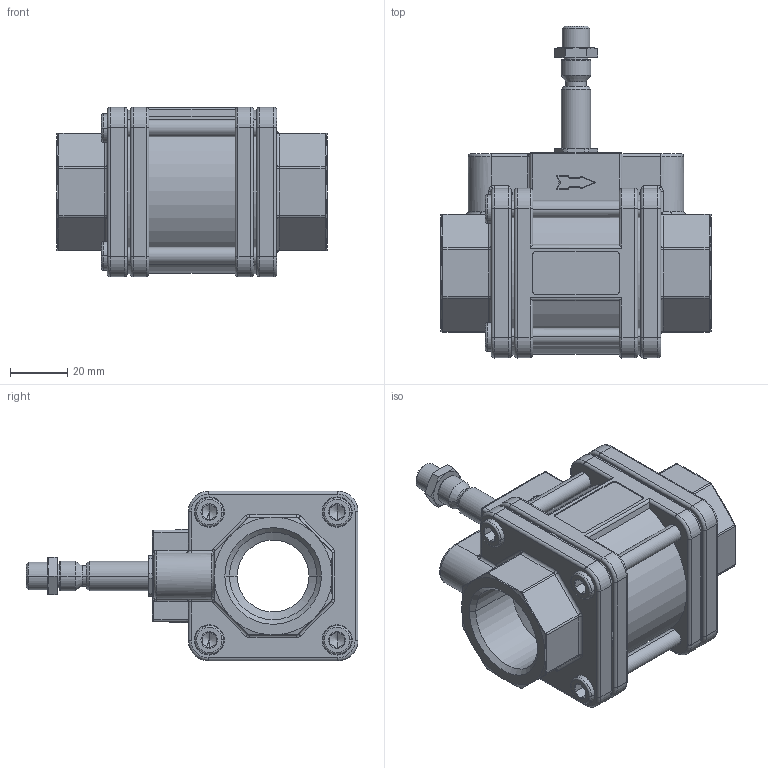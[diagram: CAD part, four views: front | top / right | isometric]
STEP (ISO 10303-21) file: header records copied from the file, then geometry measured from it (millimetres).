
FILE_DESCRIPTION((''),'2;1');
FILE_NAME('EGV-111-Z76-1XX-00','2013-05-22T',('avs330'),(''),'PRO/ENGINEER BY PARAMETRIC TECHNOLOGY CORPORATION, 2010430','PRO/ENGINEER BY PARAMETRIC TECHNOLOGY CORPORATION, 2010430','');
FILE_SCHEMA(('CONFIG_CONTROL_DESIGN'));
Length unit declared in the file: millimetre
Products named in the file (1): EGV-111-Z76-1XX-00
Bounding box: 94 x 115.48 x 59 mm (x, y, z)
Volume: 197138.8 mm3; surface area: 46589.8 mm2
Topology: 1 solids, 1 shells, 684 faces, 1727 edges, 1050 vertices
Faces by surface type: cylinder 256, plane 147, cone 116, torus 87, sphere 52, bspline 26
Entity records: 22738 total; most frequent: CARTESIAN_POINT 6335, DIRECTION 3540, ORIENTED_EDGE 3438, EDGE_CURVE 1719, AXIS2_PLACEMENT_3D 1453, VERTEX_POINT 1050, CIRCLE 795, EDGE_LOOP 723
